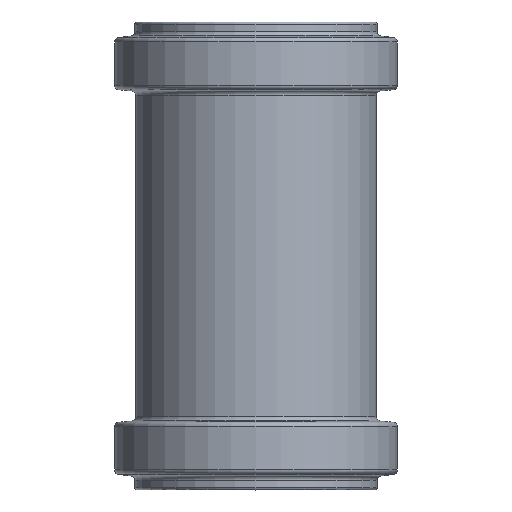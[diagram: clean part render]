
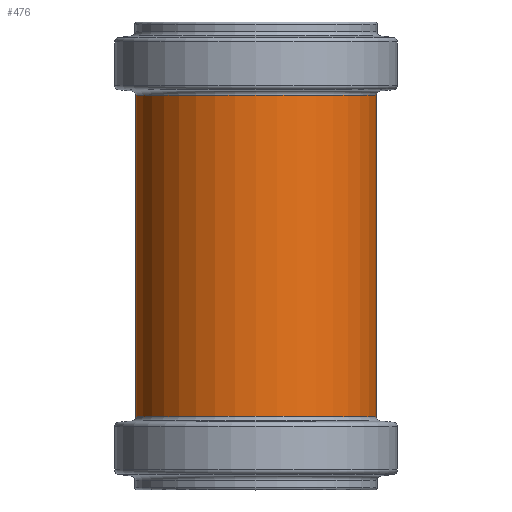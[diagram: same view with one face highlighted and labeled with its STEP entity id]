
A CAD part, top view. The second image highlights one B-rep face of the part: STEP entity #476.
In plain terms, the highlighted cylindrical face has radius 27.3 mm (diameter 54.6 mm), a full revolution.
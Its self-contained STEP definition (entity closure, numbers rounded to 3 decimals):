
#48=CYLINDRICAL_SURFACE('',#544,27.3);
#76=FACE_BOUND('',#186,.T.);
#120=FACE_OUTER_BOUND('',#185,.T.);
#185=EDGE_LOOP('',(#405));
#186=EDGE_LOOP('',(#406));
#252=CIRCLE('',#543,27.3);
#253=CIRCLE('',#545,27.3);
#296=VERTEX_POINT('',#831);
#297=VERTEX_POINT('',#834);
#340=EDGE_CURVE('',#296,#296,#252,.T.);
#341=EDGE_CURVE('',#297,#297,#253,.T.);
#405=ORIENTED_EDGE('',*,*,#340,.T.);
#406=ORIENTED_EDGE('',*,*,#341,.F.);
#476=ADVANCED_FACE('',(#120,#76),#48,.T.);
#543=AXIS2_PLACEMENT_3D('',#832,#675,#676);
#544=AXIS2_PLACEMENT_3D('',#833,#677,#678);
#545=AXIS2_PLACEMENT_3D('',#835,#679,#680);
#675=DIRECTION('center_axis',(0.,-1.,0.));
#676=DIRECTION('ref_axis',(1.,0.,0.));
#677=DIRECTION('center_axis',(0.,-1.,0.));
#678=DIRECTION('ref_axis',(1.,0.,0.));
#679=DIRECTION('center_axis',(0.,-1.,0.));
#680=DIRECTION('ref_axis',(1.,0.,0.));
#831=CARTESIAN_POINT('',(27.3,36.428,0.));
#832=CARTESIAN_POINT('Origin',(0.,36.428,0.));
#833=CARTESIAN_POINT('Origin',(0.,-18.214,0.));
#834=CARTESIAN_POINT('',(27.3,-36.428,0.));
#835=CARTESIAN_POINT('Origin',(0.,-36.428,0.));
